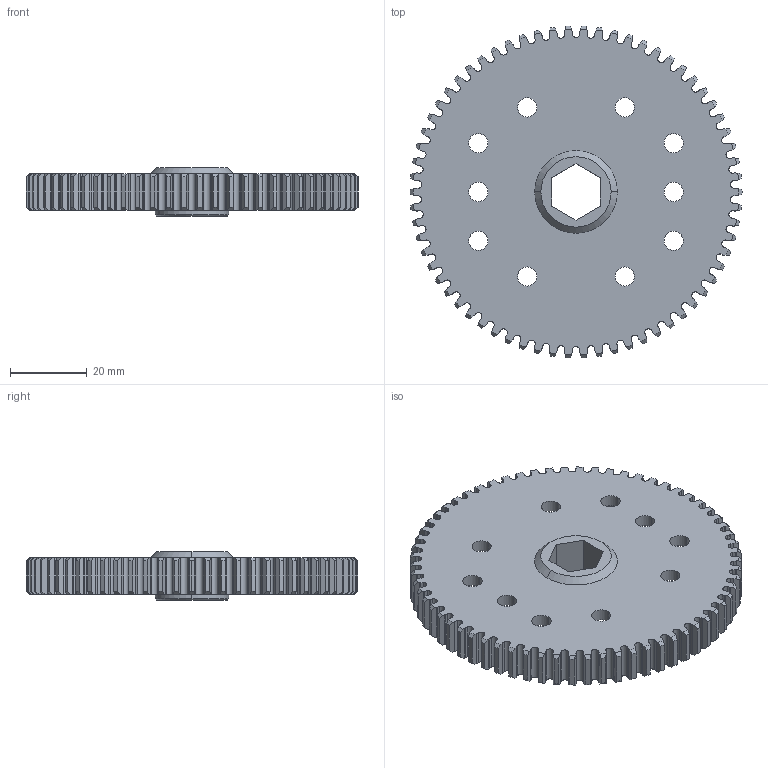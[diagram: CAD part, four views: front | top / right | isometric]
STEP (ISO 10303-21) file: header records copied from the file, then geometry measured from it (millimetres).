
FILE_DESCRIPTION (( 'STEP AP203' ), '1' );
FILE_NAME ('REV-21-1944.STEP', '2023-09-25T16:49:34', ( '' ), ( '' ), 'SwSTEP 2.0', 'SolidWorks 2022', '' );
FILE_SCHEMA (( 'CONFIG_CONTROL_DESIGN' ));
Length unit declared in the file: millimetre
Products named in the file (1): REV-21-1944
Bounding box: 86.36 x 86.31 x 12.7 mm (x, y, z)
Volume: 21851.9 mm3; surface area: 18206.2 mm2
Topology: 1 solids, 1 shells, 743 faces, 2211 edges, 1472 vertices
Faces by surface type: bspline 264, cylinder 186, plane 150, cone 139, torus 4
Entity records: 32883 total; most frequent: CARTESIAN_POINT 14791, ORIENTED_EDGE 4422, DIRECTION 2840, EDGE_CURVE 2211, VERTEX_POINT 1472, AXIS2_PLACEMENT_3D 1005, B_SPLINE_CURVE_WITH_KNOTS 856, LINE 830
